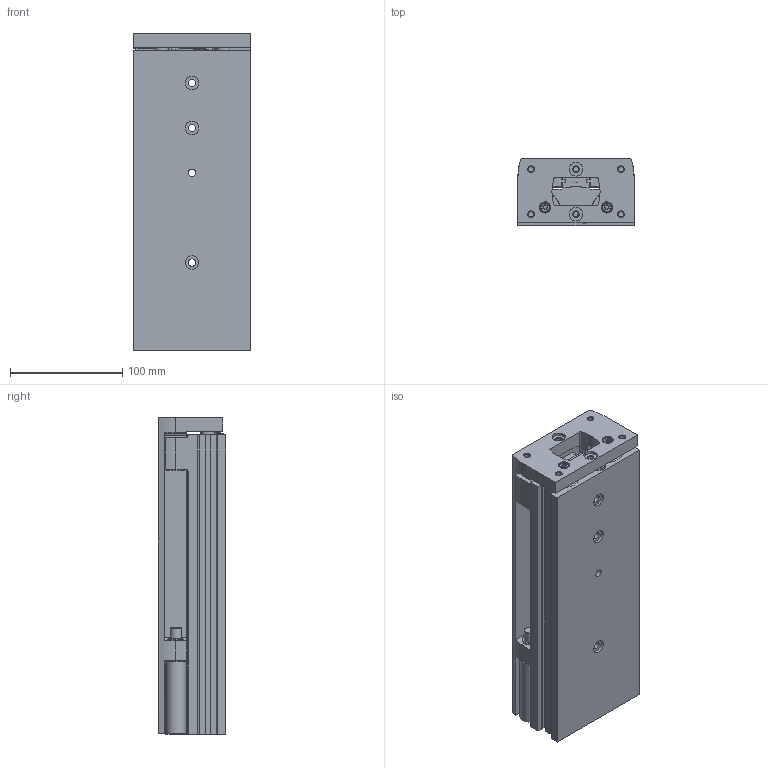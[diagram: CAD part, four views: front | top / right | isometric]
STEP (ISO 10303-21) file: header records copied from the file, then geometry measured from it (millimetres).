
FILE_DESCRIPTION(/* description */ ('STEP AP214'),/* implementation_level */ '2;1');
FILE_NAME(/* name */ '8085197_DGST-25-150-Y12A',/* time_stamp */ '2024-08-16T07:23:26+02:00',/* author */ ('License CC BY-ND 4.0'),/* organization */ ('CADENAS'),/* preprocessor_version */ 'ST-DEVELOPER v19.3',/* originating_system */ 'PARTsolutions',/* authorisation */ ' ');
FILE_SCHEMA (('AUTOMOTIVE_DESIGN {1 0 10303 214 3 1 1}'));
Length unit declared in the file: millimetre
Products named in the file (6): 8085197 DGST-25-150-Y12A---(0-high); 8073897 DGST-25-150---Y12---(mechanical-high)h; 8073897 DGST-25-150---(mechanical-high)s; 8074429 DYEF-G8-M14x1; 4648504 DYSS-10-10-Y1F---(1_0_0); 4648504 DYSS-10-10-Y1F---(2_0_0)
Assembly tree (6 placements, depth 2):
  8085197 DGST-25-150-Y12A---(0-high)
    8073897 DGST-25-150---Y12---(mechanical-high)h
    8073897 DGST-25-150---(mechanical-high)s
    8074429 DYEF-G8-M14x1  x2
    4648504 DYSS-10-10-Y1F---(1_0_0)
    4648504 DYSS-10-10-Y1F---(2_0_0)
Bounding box: 104 x 60 x 281.8 mm (x, y, z)
Volume: 1365750.8 mm3; surface area: 266932.3 mm2
Topology: 6 solids, 6 shells, 885 faces, 2118 edges, 1383 vertices
Faces by surface type: cylinder 462, plane 344, cone 51, torus 28
Full cylindrical faces by diameter (mm): 4 x2, 4.917 x14, 5.5 x16, 5.6 x4, 6.5 x16, 6.647 x4, 6.98 x1, 7.9 x2, 8.5 x2, 8.566 x2, 8.7 x2, 9 x1, 10 x13, 10.2 x2, 11 x13, 12 x7, 12.1 x2, 12.5 x2, 12.917 x4, 13 x1, 14 x2, 14.2 x2, 16 x2, 16.5 x2, 18 x2, 25 x6
Entity records: 26676 total; most frequent: DIRECTION 4604, CARTESIAN_POINT 4147, ORIENTED_EDGE 3764, EDGE_CURVE 1882, AXIS2_PLACEMENT_3D 1863, VERTEX_POINT 1352, EDGE_LOOP 1210, FACE_BOUND 1210
